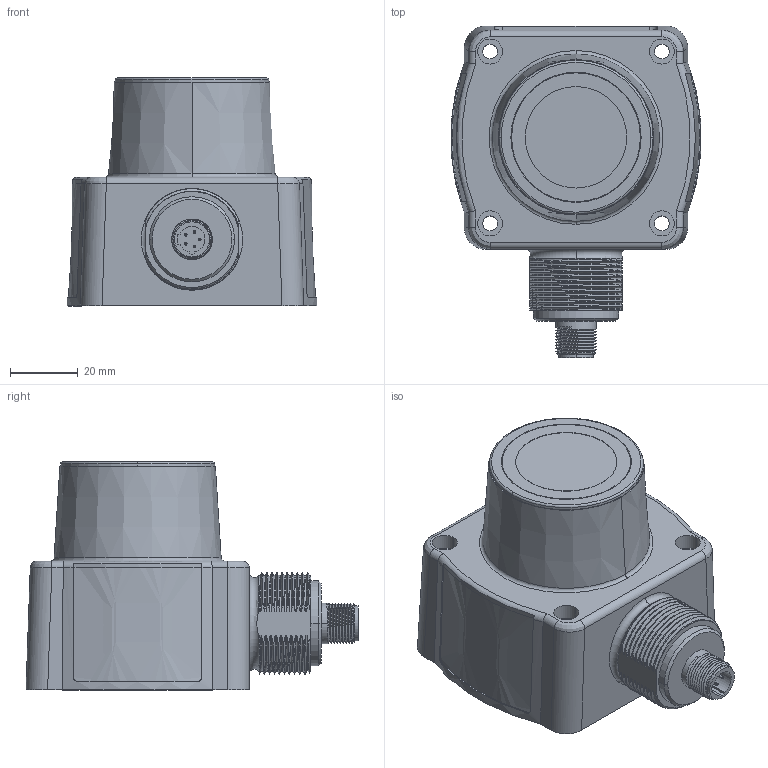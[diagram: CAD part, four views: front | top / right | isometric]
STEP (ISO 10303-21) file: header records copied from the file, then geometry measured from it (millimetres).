
FILE_DESCRIPTION((''),'2;1');
FILE_NAME('159640_ASM','2012-11-05T',('banengservice'),('BANNER ENGINEERING'),'PRO/ENGINEER BY PARAMETRIC TECHNOLOGY CORPORATION, 2009141','PRO/ENGINEER BY PARAMETRIC TECHNOLOGY CORPORATION, 2009141','');
FILE_SCHEMA(('CONFIG_CONTROL_DESIGN'));
Products named in the file (10): 70107; 70143; 70106; 70224; 70105; 108894_NO_BTNS; 116005; 15260; 30498; 159640_ASM
Assembly tree (10 placements, depth 2):
  159640_ASM
    70107
    70143
    70106
    70224  x2
    70105
    108894_NO_BTNS
    116005
    15260
    30498
Bounding box: 73.88 x 98.15 x 67.41 mm (x, y, z)
Volume: 102350.6 mm3; surface area: 71027.5 mm2
Topology: 10 solids, 15 shells, 1375 faces, 3597 edges, 2361 vertices
Faces by surface type: plane 658, cylinder 337, extrusion 155, bspline 134, cone 62, torus 29
Entity records: 70171 total; most frequent: CARTESIAN_POINT 37482, ORIENTED_EDGE 7102, DIRECTION 5877, EDGE_CURVE 3589, VERTEX_POINT 2357, VECTOR 2219, LINE 2064, AXIS2_PLACEMENT_3D 1829
